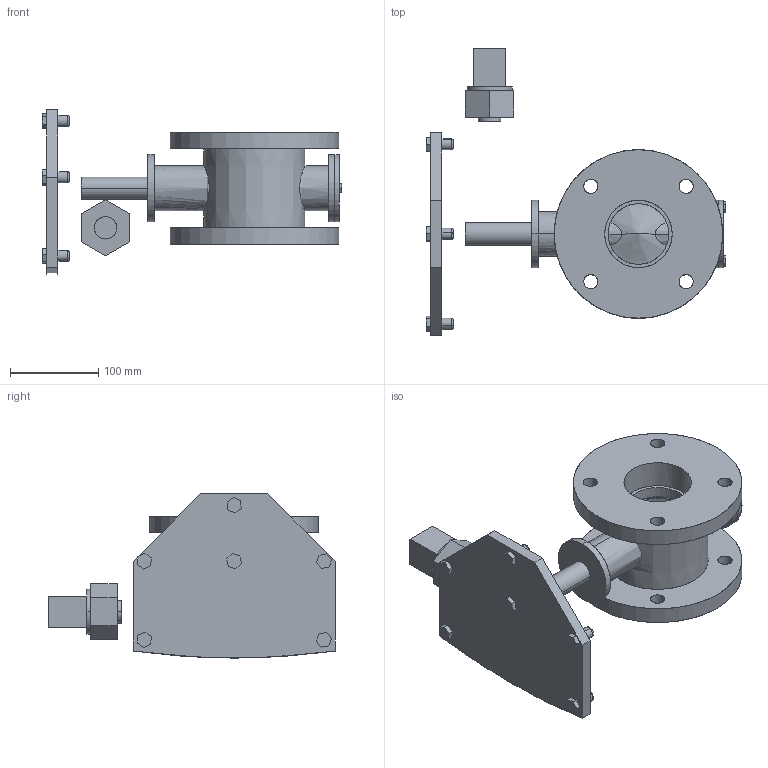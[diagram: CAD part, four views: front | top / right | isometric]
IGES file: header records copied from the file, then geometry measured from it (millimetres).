
Start section: SolidWorks IGES file using analytic representation for surfaces
Global section: file name: B_3.IGS; native system: SolidWorks 2012; preprocessor: SolidWorks 2012; author: CAD; date: 150330.173540; units: inch
Bounding box: 338.33 x 323.85 x 185.77 mm (x, y, z)
Surface area: 410719.3 mm2 (no closed solid volume)
Topology: 0 solids, 0 shells, 328 faces, 6568 edges, 6564 vertices
Faces by surface type: bspline 211, revolution 117
